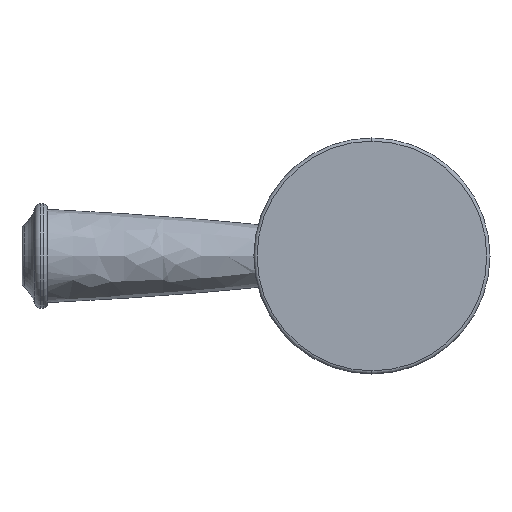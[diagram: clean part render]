
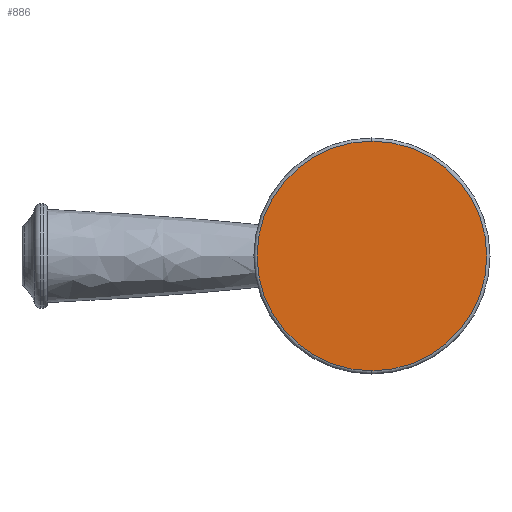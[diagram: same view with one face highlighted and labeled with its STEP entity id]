
A CAD part, front view. The second image highlights one B-rep face of the part: STEP entity #886.
In plain terms, the highlighted planar face has unit normal (0, -1, 0).
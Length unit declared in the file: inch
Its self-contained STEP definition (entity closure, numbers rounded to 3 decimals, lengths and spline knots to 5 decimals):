
#2=CARTESIAN_POINT('',(0.,0.,0.));
#3=DIRECTION('',(0.,1.,0.));
#4=DIRECTION('',(0.,0.,-1.));
#5=AXIS2_PLACEMENT_3D('',#2,#3,#4);
#7=CARTESIAN_POINT('',(0.,0.,0.));
#8=DIRECTION('',(0.,1.,0.));
#9=DIRECTION('',(0.,0.,1.));
#10=AXIS2_PLACEMENT_3D('',#7,#8,#9);
#737=CARTESIAN_POINT('',(0.,0.,-1.08344));
#738=CARTESIAN_POINT('',(0.,0.,1.08344));
#739=VERTEX_POINT('',#737);
#740=VERTEX_POINT('',#738);
#875=CARTESIAN_POINT('',(0.,0.,0.));
#876=DIRECTION('',(0.,-1.,0.));
#877=DIRECTION('',(0.,0.,1.));
#878=AXIS2_PLACEMENT_3D('',#875,#876,#877);
#879=PLANE('',#878);
#881=ORIENTED_EDGE('',*,*,#880,.T.);
#883=ORIENTED_EDGE('',*,*,#882,.T.);
#884=EDGE_LOOP('',(#881,#883));
#885=FACE_OUTER_BOUND('',#884,.F.);
#886=ADVANCED_FACE('',(#885),#879,.T.);
#6=CIRCLE('',#5,1.08344);
#11=CIRCLE('',#10,1.08344);
#880=EDGE_CURVE('',#739,#740,#6,.T.);
#882=EDGE_CURVE('',#740,#739,#11,.T.);
